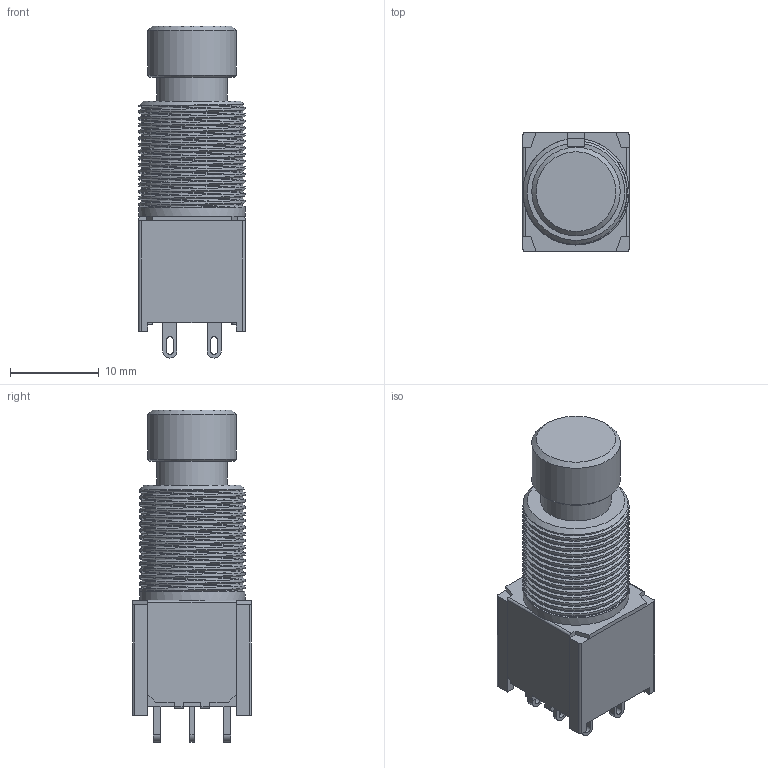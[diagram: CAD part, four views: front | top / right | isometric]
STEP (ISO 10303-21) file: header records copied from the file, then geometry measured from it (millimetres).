
FILE_DESCRIPTION(('FreeCAD Model'),'2;1');
FILE_NAME('Alpha Taiwan SF12020-0202-20R-X.step','2019-06-25T09:56:02',( 'Author'),(''),'Open CASCADE STEP processor 7.3','FreeCAD','Unknown' );
FILE_SCHEMA(('AUTOMOTIVE_DESIGN { 1 0 10303 214 1 1 1 1 }'));
Length unit declared in the file: millimetre
Products named in the file (10): Body029; Body033; Body034; Body032; Body031; Body030; BodyMetal; Cap; Thread; BodyPlastic
Bounding box: 12 x 13.4 x 37.5 mm (x, y, z)
Volume: 3931 mm3; surface area: 3120.4 mm2
Topology: 10 solids, 10 shells, 262 faces, 712 edges, 471 vertices
Faces by surface type: plane 147, cylinder 64, bspline 48, cone 3
Full cylindrical faces by diameter (mm): 8 x1, 10 x1
Entity records: 14340 total; most frequent: CARTESIAN_POINT 7876, ORIENTED_EDGE 1424, DIRECTION 1081, EDGE_CURVE 712, VERTEX_POINT 471, LINE 449, VECTOR 449, AXIS2_PLACEMENT_3D 316
